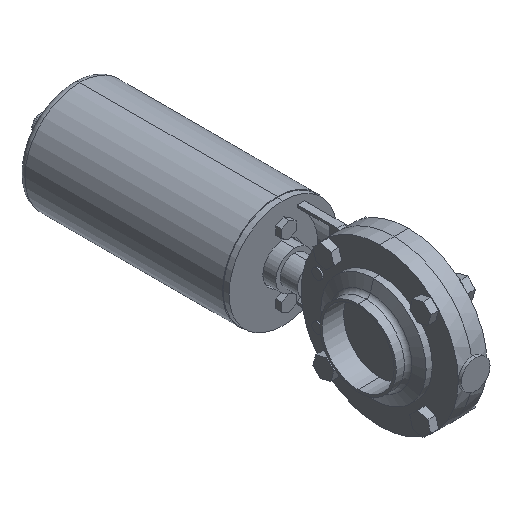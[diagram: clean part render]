
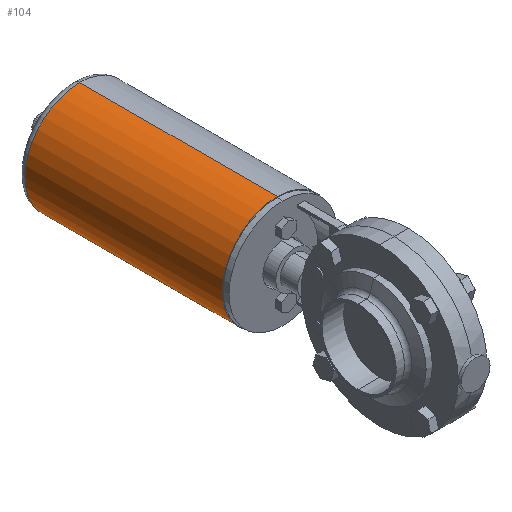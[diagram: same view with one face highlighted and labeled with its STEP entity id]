
A CAD part, isometric view. The second image highlights one B-rep face of the part: STEP entity #104.
In plain terms, the highlighted cylindrical face has radius 38 mm (diameter 76 mm), a partial arc.
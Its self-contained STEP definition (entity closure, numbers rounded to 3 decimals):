
#12 = CARTESIAN_POINT ( 'NONE',  ( 0., 0., 38. ) ) ;
#104 = ADVANCED_FACE ( 'NONE', ( #4878 ), #159, .T. ) ;
#132 = AXIS2_PLACEMENT_3D ( 'NONE', #1347, #3788, #555 ) ;
#147 = AXIS2_PLACEMENT_3D ( 'NONE', #270, #1827, #4670 ) ;
#159 = CYLINDRICAL_SURFACE ( 'NONE', #132, 38. ) ;
#168 = DIRECTION ( 'NONE',  ( 0., 0., 1. ) ) ;
#187 = LINE ( 'NONE', #1547, #4905 ) ;
#270 = CARTESIAN_POINT ( 'NONE',  ( 0., 0., 0. ) ) ;
#288 = EDGE_CURVE ( 'NONE', #2783, #3355, #3924, .T. ) ;
#555 = DIRECTION ( 'NONE',  ( 0., 0., -1. ) ) ;
#936 = AXIS2_PLACEMENT_3D ( 'NONE', #2547, #1681, #168 ) ;
#1061 = CIRCLE ( 'NONE', #147, 38. ) ;
#1347 = CARTESIAN_POINT ( 'NONE',  ( 0., 142., 0. ) ) ;
#1529 = CARTESIAN_POINT ( 'NONE',  ( 0., 0., -38. ) ) ;
#1547 = CARTESIAN_POINT ( 'NONE',  ( 0., 142., 38. ) ) ;
#1681 = DIRECTION ( 'NONE',  ( 0., -1., 0. ) ) ;
#1805 = ORIENTED_EDGE ( 'NONE', *, *, #4459, .T. ) ;
#1827 = DIRECTION ( 'NONE',  ( 0., 1., 0. ) ) ;
#2350 = ORIENTED_EDGE ( 'NONE', *, *, #288, .T. ) ;
#2419 = VERTEX_POINT ( 'NONE', #12 ) ;
#2547 = CARTESIAN_POINT ( 'NONE',  ( 0., 137., 0. ) ) ;
#2747 = EDGE_LOOP ( 'NONE', ( #4531, #1805, #2350, #4746 ) ) ;
#2783 = VERTEX_POINT ( 'NONE', #3066 ) ;
#3066 = CARTESIAN_POINT ( 'NONE',  ( 0., 137., -38. ) ) ;
#3355 = VERTEX_POINT ( 'NONE', #1529 ) ;
#3436 = CARTESIAN_POINT ( 'NONE',  ( 0., 142., -38. ) ) ;
#3586 = DIRECTION ( 'NONE',  ( 0., -1., 0. ) ) ;
#3788 = DIRECTION ( 'NONE',  ( 0., -1., 0. ) ) ;
#3924 = LINE ( 'NONE', #3436, #4375 ) ;
#4375 = VECTOR ( 'NONE', #4708, 1000. ) ;
#4459 = EDGE_CURVE ( 'NONE', #4996, #2783, #4728, .T. ) ;
#4481 = CARTESIAN_POINT ( 'NONE',  ( 0., 137., 38. ) ) ;
#4531 = ORIENTED_EDGE ( 'NONE', *, *, #4944, .F. ) ;
#4670 = DIRECTION ( 'NONE',  ( 0., 0., 1. ) ) ;
#4708 = DIRECTION ( 'NONE',  ( 0., -1., 0. ) ) ;
#4728 = CIRCLE ( 'NONE', #936, 38. ) ;
#4746 = ORIENTED_EDGE ( 'NONE', *, *, #5207, .T. ) ;
#4878 = FACE_OUTER_BOUND ( 'NONE', #2747, .T. ) ;
#4905 = VECTOR ( 'NONE', #3586, 1000. ) ;
#4944 = EDGE_CURVE ( 'NONE', #4996, #2419, #187, .T. ) ;
#4996 = VERTEX_POINT ( 'NONE', #4481 ) ;
#5207 = EDGE_CURVE ( 'NONE', #3355, #2419, #1061, .T. ) ;
